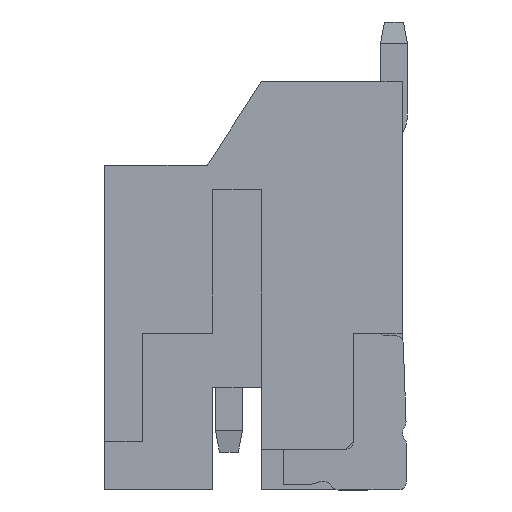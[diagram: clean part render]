
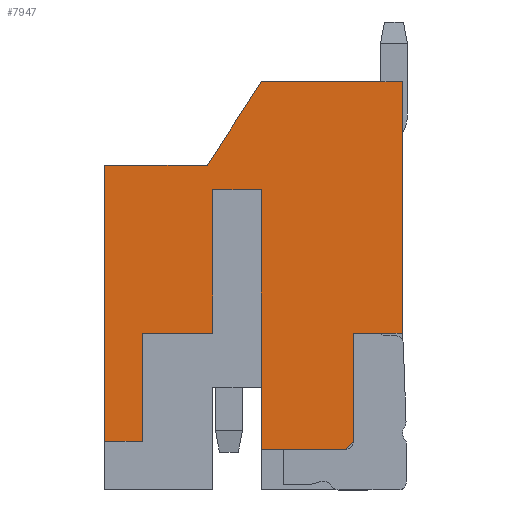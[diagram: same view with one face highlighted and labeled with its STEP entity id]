
A CAD part, left-side view. The second image highlights one B-rep face of the part: STEP entity #7947.
In plain terms, the highlighted planar face has unit normal (-1, 0, 0).
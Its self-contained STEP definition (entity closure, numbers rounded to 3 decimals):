
#2151=DIRECTION('',(0.,0.,-1.));
#2152=VECTOR('',#2151,5.1);
#2153=CARTESIAN_POINT('',(-7.95,0.,6.));
#2154=LINE('',#2153,#2152);
#2155=DIRECTION('',(0.,1.,0.));
#2156=VECTOR('',#2155,1.9);
#2157=CARTESIAN_POINT('',(-7.95,-1.9,6.));
#2158=LINE('',#2157,#2156);
#2159=DIRECTION('',(0.,0.542,-0.84));
#2160=VECTOR('',#2159,1.845);
#2161=CARTESIAN_POINT('',(-7.95,-2.9,7.55));
#2162=LINE('',#2161,#2160);
#2163=DIRECTION('',(0.,1.,0.));
#2164=VECTOR('',#2163,2.6);
#2165=CARTESIAN_POINT('',(-7.95,-5.5,7.55));
#2166=LINE('',#2165,#2164);
#2167=DIRECTION('',(0.,0.,1.));
#2168=VECTOR('',#2167,4.65);
#2169=CARTESIAN_POINT('',(-7.95,-5.5,2.9));
#2170=LINE('',#2169,#2168);
#2171=DIRECTION('',(0.,-0.707,0.707));
#2172=VECTOR('',#2171,0.212);
#2173=CARTESIAN_POINT('',(-7.95,-4.45,0.75));
#2174=LINE('',#2173,#2172);
#2175=DIRECTION('',(0.,-1.,0.));
#2176=VECTOR('',#2175,1.55);
#2177=CARTESIAN_POINT('',(-7.95,-2.9,0.75));
#2178=LINE('',#2177,#2176);
#2179=DIRECTION('',(0.,-1.,0.));
#2180=VECTOR('',#2179,1.3);
#2181=CARTESIAN_POINT('',(-7.95,-0.7,2.9));
#2182=LINE('',#2181,#2180);
#2187=DIRECTION('',(0.,0.,1.));
#2188=VECTOR('',#2187,2.65);
#2189=CARTESIAN_POINT('',(-7.95,-2.,2.9));
#2190=LINE('',#2189,#2188);
#2199=DIRECTION('',(0.,-1.,0.));
#2200=VECTOR('',#2199,0.9);
#2201=CARTESIAN_POINT('',(-7.95,-2.,5.55));
#2202=LINE('',#2201,#2200);
#2211=DIRECTION('',(0.,0.,-1.));
#2212=VECTOR('',#2211,4.8);
#2213=CARTESIAN_POINT('',(-7.95,-2.9,5.55));
#2214=LINE('',#2213,#2212);
#2259=DIRECTION('',(0.,-1.,0.));
#2260=VECTOR('',#2259,0.7);
#2261=CARTESIAN_POINT('',(-7.95,0.,0.9));
#2262=LINE('',#2261,#2260);
#2283=DIRECTION('',(0.,0.,1.));
#2284=VECTOR('',#2283,2.);
#2285=CARTESIAN_POINT('',(-7.95,-0.7,0.9));
#2286=LINE('',#2285,#2284);
#3067=DIRECTION('',(0.,-1.,0.));
#3068=VECTOR('',#3067,0.9);
#3069=CARTESIAN_POINT('',(-7.95,-4.6,2.9));
#3070=LINE('',#3069,#3068);
#3255=DIRECTION('',(0.,0.,1.));
#3256=VECTOR('',#3255,2.);
#3257=CARTESIAN_POINT('',(-7.95,-4.6,0.9));
#3258=LINE('',#3257,#3256);
#4155=CARTESIAN_POINT('',(-7.95,-5.5,2.9));
#4156=VERTEX_POINT('',#4155);
#4157=CARTESIAN_POINT('',(-7.95,-5.5,7.55));
#4158=VERTEX_POINT('',#4157);
#4209=CARTESIAN_POINT('',(-7.95,-2.9,0.75));
#4210=VERTEX_POINT('',#4209);
#4211=CARTESIAN_POINT('',(-7.95,-4.45,0.75));
#4212=VERTEX_POINT('',#4211);
#4433=CARTESIAN_POINT('',(-7.95,0.,6.));
#4434=VERTEX_POINT('',#4433);
#4435=CARTESIAN_POINT('',(-7.95,0.,0.9));
#4436=VERTEX_POINT('',#4435);
#4461=CARTESIAN_POINT('',(-7.95,-1.9,6.));
#4462=VERTEX_POINT('',#4461);
#4629=CARTESIAN_POINT('',(-7.95,-2.9,7.55));
#4630=VERTEX_POINT('',#4629);
#4631=CARTESIAN_POINT('',(-7.95,-0.7,2.9));
#4632=CARTESIAN_POINT('',(-7.95,-2.,2.9));
#4633=VERTEX_POINT('',#4631);
#4634=VERTEX_POINT('',#4632);
#4635=CARTESIAN_POINT('',(-7.95,-0.7,0.9));
#4636=VERTEX_POINT('',#4635);
#4637=CARTESIAN_POINT('',(-7.95,-4.6,2.9));
#4638=VERTEX_POINT('',#4637);
#4639=CARTESIAN_POINT('',(-7.95,-4.6,0.9));
#4640=VERTEX_POINT('',#4639);
#4641=CARTESIAN_POINT('',(-7.95,-2.9,5.55));
#4642=VERTEX_POINT('',#4641);
#4643=CARTESIAN_POINT('',(-7.95,-2.,5.55));
#4644=VERTEX_POINT('',#4643);
#7915=CARTESIAN_POINT('',(-7.95,-2.75,4.15));
#7916=DIRECTION('',(1.,0.,0.));
#7917=DIRECTION('',(0.,-1.,0.));
#7918=AXIS2_PLACEMENT_3D('',#7915,#7916,#7917);
#7919=PLANE('',#7918);
#7921=ORIENTED_EDGE('',*,*,#7920,.F.);
#7923=ORIENTED_EDGE('',*,*,#7922,.F.);
#7925=ORIENTED_EDGE('',*,*,#7924,.F.);
#7926=ORIENTED_EDGE('',*,*,#6297,.F.);
#7927=ORIENTED_EDGE('',*,*,#7069,.F.);
#7929=ORIENTED_EDGE('',*,*,#7928,.F.);
#7931=ORIENTED_EDGE('',*,*,#7930,.F.);
#7932=ORIENTED_EDGE('',*,*,#7367,.F.);
#7934=ORIENTED_EDGE('',*,*,#7933,.F.);
#7936=ORIENTED_EDGE('',*,*,#7935,.F.);
#7937=ORIENTED_EDGE('',*,*,#7903,.F.);
#7938=ORIENTED_EDGE('',*,*,#7476,.F.);
#7940=ORIENTED_EDGE('',*,*,#7939,.F.);
#7942=ORIENTED_EDGE('',*,*,#7941,.F.);
#7944=ORIENTED_EDGE('',*,*,#7943,.F.);
#7945=EDGE_LOOP('',(#7921,#7923,#7925,#7926,#7927,#7929,#7931,#7932,#7934,#7936,
#7937,#7938,#7940,#7942,#7944));
#7946=FACE_OUTER_BOUND('',#7945,.F.);
#6297=EDGE_CURVE('',#4434,#4436,#2154,.T.);
#7069=EDGE_CURVE('',#4462,#4434,#2158,.T.);
#7367=EDGE_CURVE('',#4156,#4158,#2170,.T.);
#7476=EDGE_CURVE('',#4210,#4212,#2178,.T.);
#7903=EDGE_CURVE('',#4212,#4640,#2174,.T.);
#7920=EDGE_CURVE('',#4633,#4634,#2182,.T.);
#7922=EDGE_CURVE('',#4636,#4633,#2286,.T.);
#7924=EDGE_CURVE('',#4436,#4636,#2262,.T.);
#7928=EDGE_CURVE('',#4630,#4462,#2162,.T.);
#7930=EDGE_CURVE('',#4158,#4630,#2166,.T.);
#7933=EDGE_CURVE('',#4638,#4156,#3070,.T.);
#7935=EDGE_CURVE('',#4640,#4638,#3258,.T.);
#7939=EDGE_CURVE('',#4642,#4210,#2214,.T.);
#7941=EDGE_CURVE('',#4644,#4642,#2202,.T.);
#7943=EDGE_CURVE('',#4634,#4644,#2190,.T.);
#7947=ADVANCED_FACE('',(#7946),#7919,.F.);
